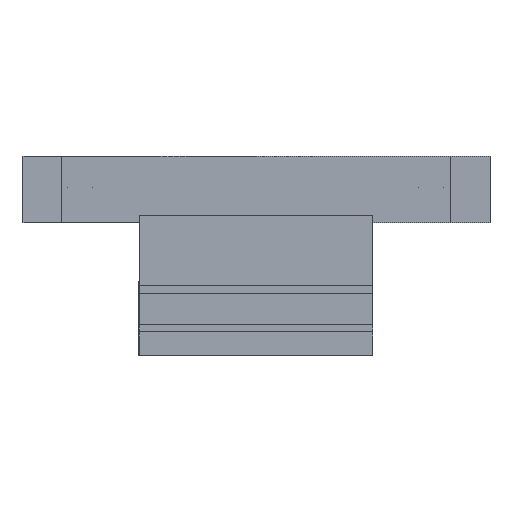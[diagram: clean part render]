
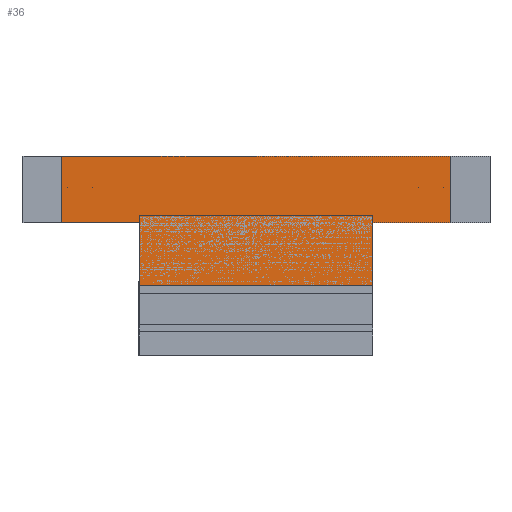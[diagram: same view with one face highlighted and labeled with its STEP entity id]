
A CAD part, top view. The second image highlights one B-rep face of the part: STEP entity #36.
In plain terms, the highlighted planar face has unit normal (0, 0, 1).
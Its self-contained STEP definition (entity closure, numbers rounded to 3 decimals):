
#27=FACE_BOUND('',#127,.T.);
#28=FACE_BOUND('',#128,.T.);
#36=ADVANCED_FACE('',(#80,#27,#28),#696,.T.);
#80=FACE_OUTER_BOUND('',#126,.T.);
#126=EDGE_LOOP('',(#193,#194,#195,#196,#197,#198,#199,#200));
#127=EDGE_LOOP('',(#201,#202));
#128=EDGE_LOOP('',(#203,#204));
#193=ORIENTED_EDGE('',*,*,#433,.T.);
#194=ORIENTED_EDGE('',*,*,#439,.T.);
#195=ORIENTED_EDGE('',*,*,#420,.T.);
#196=ORIENTED_EDGE('',*,*,#419,.T.);
#197=ORIENTED_EDGE('',*,*,#427,.T.);
#198=ORIENTED_EDGE('',*,*,#402,.T.);
#199=ORIENTED_EDGE('',*,*,#401,.T.);
#200=ORIENTED_EDGE('',*,*,#410,.T.);
#201=ORIENTED_EDGE('',*,*,#393,.T.);
#202=ORIENTED_EDGE('',*,*,#442,.T.);
#203=ORIENTED_EDGE('',*,*,#396,.T.);
#204=ORIENTED_EDGE('',*,*,#445,.T.);
#393=EDGE_CURVE('',#614,#645,#589,.T.);
#396=EDGE_CURVE('',#616,#647,#592,.T.);
#401=EDGE_CURVE('',#620,#621,#505,.T.);
#402=EDGE_CURVE('',#622,#620,#506,.T.);
#410=EDGE_CURVE('',#621,#642,#514,.T.);
#419=EDGE_CURVE('',#633,#634,#523,.T.);
#420=EDGE_CURVE('',#629,#633,#524,.T.);
#427=EDGE_CURVE('',#634,#622,#531,.T.);
#433=EDGE_CURVE('',#642,#639,#537,.T.);
#439=EDGE_CURVE('',#639,#629,#543,.T.);
#442=EDGE_CURVE('',#645,#614,#596,.T.);
#445=EDGE_CURVE('',#647,#616,#599,.T.);
#505=B_SPLINE_CURVE_WITH_KNOTS('',1,(#1000,#1001),.UNSPECIFIED.,.F.,.F.,
(2,2),(60.,70.),.UNSPECIFIED.);
#506=B_SPLINE_CURVE_WITH_KNOTS('',1,(#1002,#1003),.UNSPECIFIED.,.F.,.F.,
(2,2),(-59.081,-51.041),.UNSPECIFIED.);
#514=B_SPLINE_CURVE_WITH_KNOTS('',1,(#1018,#1019),.UNSPECIFIED.,.F.,.F.,
(2,2),(10.541,19.02),.UNSPECIFIED.);
#523=B_SPLINE_CURVE_WITH_KNOTS('',1,(#1036,#1037),.UNSPECIFIED.,.F.,.F.,
(2,2),(-36.041,-28.),.UNSPECIFIED.);
#524=B_SPLINE_CURVE_WITH_KNOTS('',1,(#1038,#1039),.UNSPECIFIED.,.F.,.F.,
(2,2),(-46.041,-36.041),.UNSPECIFIED.);
#531=B_SPLINE_CURVE_WITH_KNOTS('',1,(#1052,#1053),.UNSPECIFIED.,.F.,.F.,
(2,2),(30.,60.),.UNSPECIFIED.);
#537=B_SPLINE_CURVE_WITH_KNOTS('',1,(#1064,#1065),.UNSPECIFIED.,.F.,.F.,
(2,2),(81.959,131.959),.UNSPECIFIED.);
#543=B_SPLINE_CURVE_WITH_KNOTS('',1,(#1076,#1077,#1078),.UNSPECIFIED.,.F.,
 .F.,(2,1,2),(43.48,50.,51.959),.UNSPECIFIED.);
#589=(
BOUNDED_CURVE()
B_SPLINE_CURVE(2,(#972,#973,#974,#975,#976),.UNSPECIFIED.,.F.,.F.)
B_SPLINE_CURVE_WITH_KNOTS((3,2,3),(0.,2.513,5.027),
 .UNSPECIFIED.)
CURVE()
GEOMETRIC_REPRESENTATION_ITEM()
RATIONAL_B_SPLINE_CURVE((1.,0.707,1.,0.707,1.))
REPRESENTATION_ITEM('')
);
#592=(
BOUNDED_CURVE()
B_SPLINE_CURVE(2,(#984,#985,#986,#987,#988),.UNSPECIFIED.,.F.,.F.)
B_SPLINE_CURVE_WITH_KNOTS((3,2,3),(0.,2.513,5.027),
 .UNSPECIFIED.)
CURVE()
GEOMETRIC_REPRESENTATION_ITEM()
RATIONAL_B_SPLINE_CURVE((1.,0.707,1.,0.707,1.))
REPRESENTATION_ITEM('')
);
#596=(
BOUNDED_CURVE()
B_SPLINE_CURVE(2,(#1084,#1085,#1086,#1087,#1088),.UNSPECIFIED.,.F.,.F.)
B_SPLINE_CURVE_WITH_KNOTS((3,2,3),(5.027,7.54,10.053),
 .UNSPECIFIED.)
CURVE()
GEOMETRIC_REPRESENTATION_ITEM()
RATIONAL_B_SPLINE_CURVE((1.,0.707,1.,0.707,1.))
REPRESENTATION_ITEM('')
);
#599=(
BOUNDED_CURVE()
B_SPLINE_CURVE(2,(#1096,#1097,#1098,#1099,#1100),.UNSPECIFIED.,.F.,.F.)
B_SPLINE_CURVE_WITH_KNOTS((3,2,3),(5.027,7.54,10.053),
 .UNSPECIFIED.)
CURVE()
GEOMETRIC_REPRESENTATION_ITEM()
RATIONAL_B_SPLINE_CURVE((1.,0.707,1.,0.707,1.))
REPRESENTATION_ITEM('')
);
#614=VERTEX_POINT('',#937);
#616=VERTEX_POINT('',#939);
#620=VERTEX_POINT('',#943);
#621=VERTEX_POINT('',#944);
#622=VERTEX_POINT('',#945);
#629=VERTEX_POINT('',#952);
#633=VERTEX_POINT('',#956);
#634=VERTEX_POINT('',#957);
#639=VERTEX_POINT('',#962);
#642=VERTEX_POINT('',#965);
#645=VERTEX_POINT('',#968);
#647=VERTEX_POINT('',#970);
#696=PLANE('',#820);
#820=AXIS2_PLACEMENT_3D('',#919,#868,$);
#868=DIRECTION('',(0.,0.,1.));
#919=CARTESIAN_POINT('',(6.819,3.959,3.));
#937=CARTESIAN_POINT('',(30.892,16.459,3.));
#939=CARTESIAN_POINT('',(75.892,16.459,3.));
#943=CARTESIAN_POINT('',(66.819,12.,3.));
#944=CARTESIAN_POINT('',(76.819,12.,3.));
#945=CARTESIAN_POINT('',(66.819,3.959,3.));
#952=CARTESIAN_POINT('',(26.819,12.,3.));
#956=CARTESIAN_POINT('',(36.819,12.,3.));
#957=CARTESIAN_POINT('',(36.819,3.959,3.));
#962=CARTESIAN_POINT('',(26.819,20.48,3.));
#965=CARTESIAN_POINT('',(76.819,20.48,3.));
#968=CARTESIAN_POINT('',(27.692,16.459,3.));
#970=CARTESIAN_POINT('',(72.692,16.459,3.));
#972=CARTESIAN_POINT('',(30.892,16.459,3.));
#973=CARTESIAN_POINT('',(30.892,14.859,3.));
#974=CARTESIAN_POINT('',(29.292,14.859,3.));
#975=CARTESIAN_POINT('',(27.692,14.859,3.));
#976=CARTESIAN_POINT('',(27.692,16.459,3.));
#984=CARTESIAN_POINT('',(75.892,16.459,3.));
#985=CARTESIAN_POINT('',(75.892,14.859,3.));
#986=CARTESIAN_POINT('',(74.292,14.859,3.));
#987=CARTESIAN_POINT('',(72.692,14.859,3.));
#988=CARTESIAN_POINT('',(72.692,16.459,3.));
#1000=CARTESIAN_POINT('',(66.819,12.,3.));
#1001=CARTESIAN_POINT('',(76.819,12.,3.));
#1002=CARTESIAN_POINT('',(66.819,3.959,3.));
#1003=CARTESIAN_POINT('',(66.819,12.,3.));
#1018=CARTESIAN_POINT('',(76.819,12.,3.));
#1019=CARTESIAN_POINT('',(76.819,20.48,3.));
#1036=CARTESIAN_POINT('',(36.819,12.,3.));
#1037=CARTESIAN_POINT('',(36.819,3.959,3.));
#1038=CARTESIAN_POINT('',(26.819,12.,3.));
#1039=CARTESIAN_POINT('',(36.819,12.,3.));
#1052=CARTESIAN_POINT('',(36.819,3.959,3.));
#1053=CARTESIAN_POINT('',(66.819,3.959,3.));
#1064=CARTESIAN_POINT('',(76.819,20.48,3.));
#1065=CARTESIAN_POINT('',(26.819,20.48,3.));
#1076=CARTESIAN_POINT('',(26.819,20.48,3.));
#1077=CARTESIAN_POINT('',(26.819,13.959,3.));
#1078=CARTESIAN_POINT('',(26.819,12.,3.));
#1084=CARTESIAN_POINT('',(27.692,16.459,3.));
#1085=CARTESIAN_POINT('',(27.692,18.059,3.));
#1086=CARTESIAN_POINT('',(29.292,18.059,3.));
#1087=CARTESIAN_POINT('',(30.892,18.059,3.));
#1088=CARTESIAN_POINT('',(30.892,16.459,3.));
#1096=CARTESIAN_POINT('',(72.692,16.459,3.));
#1097=CARTESIAN_POINT('',(72.692,18.059,3.));
#1098=CARTESIAN_POINT('',(74.292,18.059,3.));
#1099=CARTESIAN_POINT('',(75.892,18.059,3.));
#1100=CARTESIAN_POINT('',(75.892,16.459,3.));
